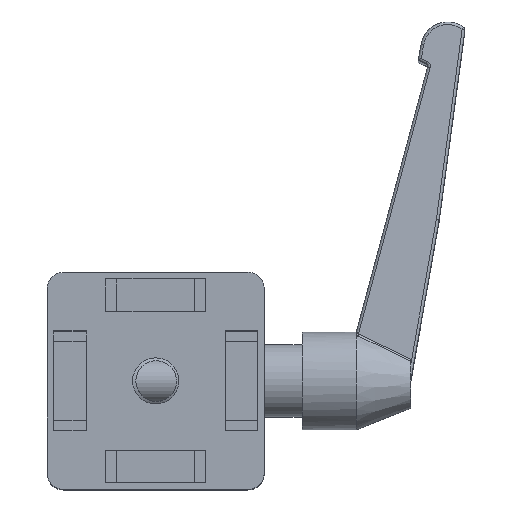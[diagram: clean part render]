
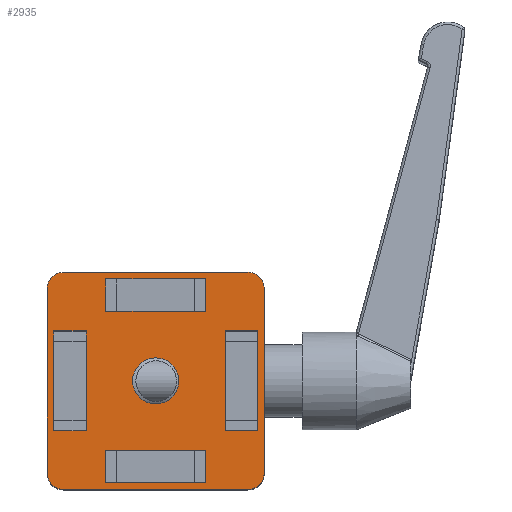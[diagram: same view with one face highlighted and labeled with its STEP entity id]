
A CAD part, top view. The second image highlights one B-rep face of the part: STEP entity #2935.
In plain terms, the highlighted face is planar.
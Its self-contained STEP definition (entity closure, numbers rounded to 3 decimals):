
#190=FACE_BOUND('',#634,.T.);
#191=FACE_BOUND('',#635,.T.);
#192=FACE_BOUND('',#636,.T.);
#193=FACE_BOUND('',#637,.T.);
#194=FACE_BOUND('',#638,.T.);
#195=FACE_BOUND('',#639,.T.);
#286=CIRCLE('',#3184,3.);
#287=CIRCLE('',#3187,4.25);
#288=CIRCLE('',#3188,3.);
#289=CIRCLE('',#3189,3.);
#290=CIRCLE('',#3190,3.);
#634=EDGE_LOOP('',(#2350,#2351,#2352,#2353));
#635=EDGE_LOOP('',(#2354,#2355,#2356,#2357));
#636=EDGE_LOOP('',(#2358,#2359,#2360,#2361));
#637=EDGE_LOOP('',(#2362,#2363,#2364,#2365));
#638=EDGE_LOOP('',(#2366));
#639=EDGE_LOOP('',(#2367,#2368,#2369,#2370,#2371,#2372,#2373,#2374));
#863=LINE('',#4668,#1115);
#866=LINE('',#4673,#1118);
#868=LINE('',#4677,#1120);
#870=LINE('',#4680,#1122);
#887=LINE('',#4717,#1139);
#890=LINE('',#4722,#1142);
#892=LINE('',#4726,#1144);
#894=LINE('',#4729,#1146);
#911=LINE('',#4766,#1163);
#914=LINE('',#4771,#1166);
#916=LINE('',#4775,#1168);
#918=LINE('',#4778,#1170);
#934=LINE('',#4812,#1186);
#936=LINE('',#4816,#1188);
#940=LINE('',#4824,#1192);
#943=LINE('',#4828,#1195);
#946=LINE('',#4838,#1198);
#948=LINE('',#4844,#1200);
#949=LINE('',#4848,#1201);
#950=LINE('',#4852,#1202);
#1115=VECTOR('',#3676,6.);
#1118=VECTOR('',#3681,18.4);
#1120=VECTOR('',#3685,6.);
#1122=VECTOR('',#3689,18.4);
#1139=VECTOR('',#3718,6.);
#1142=VECTOR('',#3723,18.4);
#1144=VECTOR('',#3727,6.);
#1146=VECTOR('',#3731,18.4);
#1163=VECTOR('',#3760,6.);
#1166=VECTOR('',#3765,18.4);
#1168=VECTOR('',#3769,6.);
#1170=VECTOR('',#3773,18.4);
#1186=VECTOR('',#3801,6.);
#1188=VECTOR('',#3805,18.4);
#1192=VECTOR('',#3811,6.);
#1195=VECTOR('',#3816,18.4);
#1198=VECTOR('',#3827,34.);
#1200=VECTOR('',#3833,34.);
#1201=VECTOR('',#3836,34.);
#1202=VECTOR('',#3839,34.);
#1374=VERTEX_POINT('',#4665);
#1375=VERTEX_POINT('',#4667);
#1376=VERTEX_POINT('',#4672);
#1377=VERTEX_POINT('',#4676);
#1390=VERTEX_POINT('',#4714);
#1391=VERTEX_POINT('',#4716);
#1392=VERTEX_POINT('',#4721);
#1393=VERTEX_POINT('',#4725);
#1406=VERTEX_POINT('',#4763);
#1407=VERTEX_POINT('',#4765);
#1408=VERTEX_POINT('',#4770);
#1409=VERTEX_POINT('',#4774);
#1420=VERTEX_POINT('',#4809);
#1421=VERTEX_POINT('',#4811);
#1422=VERTEX_POINT('',#4815);
#1425=VERTEX_POINT('',#4823);
#1426=VERTEX_POINT('',#4831);
#1427=VERTEX_POINT('',#4833);
#1428=VERTEX_POINT('',#4837);
#1429=VERTEX_POINT('',#4841);
#1430=VERTEX_POINT('',#4843);
#1431=VERTEX_POINT('',#4845);
#1432=VERTEX_POINT('',#4847);
#1433=VERTEX_POINT('',#4849);
#1434=VERTEX_POINT('',#4851);
#1685=EDGE_CURVE('',#1375,#1374,#863,.T.);
#1688=EDGE_CURVE('',#1376,#1375,#866,.T.);
#1690=EDGE_CURVE('',#1377,#1376,#868,.T.);
#1692=EDGE_CURVE('',#1374,#1377,#870,.T.);
#1709=EDGE_CURVE('',#1391,#1390,#887,.T.);
#1712=EDGE_CURVE('',#1392,#1391,#890,.T.);
#1714=EDGE_CURVE('',#1393,#1392,#892,.T.);
#1716=EDGE_CURVE('',#1390,#1393,#894,.T.);
#1733=EDGE_CURVE('',#1407,#1406,#911,.T.);
#1736=EDGE_CURVE('',#1408,#1407,#914,.T.);
#1738=EDGE_CURVE('',#1409,#1408,#916,.T.);
#1740=EDGE_CURVE('',#1406,#1409,#918,.T.);
#1756=EDGE_CURVE('',#1421,#1420,#934,.T.);
#1758=EDGE_CURVE('',#1422,#1421,#936,.T.);
#1762=EDGE_CURVE('',#1425,#1422,#940,.T.);
#1765=EDGE_CURVE('',#1420,#1425,#943,.T.);
#1767=EDGE_CURVE('',#1426,#1427,#286,.T.);
#1769=EDGE_CURVE('',#1427,#1428,#946,.T.);
#1771=EDGE_CURVE('',#1429,#1429,#287,.T.);
#1772=EDGE_CURVE('',#1430,#1426,#948,.T.);
#1773=EDGE_CURVE('',#1431,#1430,#288,.T.);
#1774=EDGE_CURVE('',#1432,#1431,#949,.T.);
#1775=EDGE_CURVE('',#1433,#1432,#289,.T.);
#1776=EDGE_CURVE('',#1434,#1433,#950,.T.);
#1777=EDGE_CURVE('',#1428,#1434,#290,.T.);
#2350=ORIENTED_EDGE('',*,*,#1685,.T.);
#2351=ORIENTED_EDGE('',*,*,#1692,.T.);
#2352=ORIENTED_EDGE('',*,*,#1690,.T.);
#2353=ORIENTED_EDGE('',*,*,#1688,.T.);
#2354=ORIENTED_EDGE('',*,*,#1709,.T.);
#2355=ORIENTED_EDGE('',*,*,#1716,.T.);
#2356=ORIENTED_EDGE('',*,*,#1714,.T.);
#2357=ORIENTED_EDGE('',*,*,#1712,.T.);
#2358=ORIENTED_EDGE('',*,*,#1733,.T.);
#2359=ORIENTED_EDGE('',*,*,#1740,.T.);
#2360=ORIENTED_EDGE('',*,*,#1738,.T.);
#2361=ORIENTED_EDGE('',*,*,#1736,.T.);
#2362=ORIENTED_EDGE('',*,*,#1756,.T.);
#2363=ORIENTED_EDGE('',*,*,#1765,.T.);
#2364=ORIENTED_EDGE('',*,*,#1762,.T.);
#2365=ORIENTED_EDGE('',*,*,#1758,.T.);
#2366=ORIENTED_EDGE('',*,*,#1771,.T.);
#2367=ORIENTED_EDGE('',*,*,#1767,.F.);
#2368=ORIENTED_EDGE('',*,*,#1772,.F.);
#2369=ORIENTED_EDGE('',*,*,#1773,.F.);
#2370=ORIENTED_EDGE('',*,*,#1774,.F.);
#2371=ORIENTED_EDGE('',*,*,#1775,.F.);
#2372=ORIENTED_EDGE('',*,*,#1776,.F.);
#2373=ORIENTED_EDGE('',*,*,#1777,.F.);
#2374=ORIENTED_EDGE('',*,*,#1769,.F.);
#2800=PLANE('',#3186);
#2935=ADVANCED_FACE('',(#190,#191,#192,#193,#194,#195),#2800,.F.);
#3184=AXIS2_PLACEMENT_3D('',#4834,#3822,#3823);
#3186=AXIS2_PLACEMENT_3D('',#4840,#3829,#3830);
#3187=AXIS2_PLACEMENT_3D('',#4842,#3831,#3832);
#3188=AXIS2_PLACEMENT_3D('',#4846,#3834,#3835);
#3189=AXIS2_PLACEMENT_3D('',#4850,#3837,#3838);
#3190=AXIS2_PLACEMENT_3D('',#4853,#3840,#3841);
#3676=DIRECTION('',(-1.,0.,0.));
#3681=DIRECTION('',(0.,1.,0.));
#3685=DIRECTION('',(1.,0.,0.));
#3689=DIRECTION('',(0.,-1.,0.));
#3718=DIRECTION('',(0.,1.,0.));
#3723=DIRECTION('',(1.,0.,0.));
#3727=DIRECTION('',(0.,-1.,0.));
#3731=DIRECTION('',(-1.,0.,0.));
#3760=DIRECTION('',(1.,0.,0.));
#3765=DIRECTION('',(0.,-1.,0.));
#3769=DIRECTION('',(-1.,0.,0.));
#3773=DIRECTION('',(0.,1.,0.));
#3801=DIRECTION('',(0.,-1.,0.));
#3805=DIRECTION('',(-1.,0.,0.));
#3811=DIRECTION('',(0.,1.,0.));
#3816=DIRECTION('',(1.,0.,0.));
#3822=DIRECTION('center_axis',(0.,0.,1.));
#3823=DIRECTION('ref_axis',(0.707,0.707,0.));
#3827=DIRECTION('',(-1.,0.,0.));
#3829=DIRECTION('center_axis',(0.,0.,1.));
#3830=DIRECTION('ref_axis',(1.,0.,0.));
#3831=DIRECTION('center_axis',(0.,0.,1.));
#3832=DIRECTION('ref_axis',(-1.,0.,0.));
#3833=DIRECTION('',(0.,1.,0.));
#3834=DIRECTION('center_axis',(0.,0.,1.));
#3835=DIRECTION('ref_axis',(0.707,-0.707,0.));
#3836=DIRECTION('',(1.,0.,0.));
#3837=DIRECTION('center_axis',(0.,0.,1.));
#3838=DIRECTION('ref_axis',(-0.707,-0.707,0.));
#3839=DIRECTION('',(0.,-1.,0.));
#3840=DIRECTION('center_axis',(0.,0.,1.));
#3841=DIRECTION('ref_axis',(-0.707,0.707,0.));
#4665=CARTESIAN_POINT('',(12.8,9.2,0.));
#4667=CARTESIAN_POINT('',(18.8,9.2,0.));
#4668=CARTESIAN_POINT('',(6.4,9.2,0.));
#4672=CARTESIAN_POINT('',(18.8,-9.2,0.));
#4673=CARTESIAN_POINT('',(18.8,4.6,0.));
#4676=CARTESIAN_POINT('',(12.8,-9.2,0.));
#4677=CARTESIAN_POINT('',(9.4,-9.2,0.));
#4680=CARTESIAN_POINT('',(12.8,-4.6,0.));
#4714=CARTESIAN_POINT('',(9.2,-12.8,0.));
#4716=CARTESIAN_POINT('',(9.2,-18.8,0.));
#4717=CARTESIAN_POINT('',(9.2,-6.4,0.));
#4721=CARTESIAN_POINT('',(-9.2,-18.8,0.));
#4722=CARTESIAN_POINT('',(4.6,-18.8,0.));
#4725=CARTESIAN_POINT('',(-9.2,-12.8,0.));
#4726=CARTESIAN_POINT('',(-9.2,-9.4,0.));
#4729=CARTESIAN_POINT('',(-4.6,-12.8,0.));
#4763=CARTESIAN_POINT('',(-12.8,-9.2,0.));
#4765=CARTESIAN_POINT('',(-18.8,-9.2,0.));
#4766=CARTESIAN_POINT('',(-6.4,-9.2,0.));
#4770=CARTESIAN_POINT('',(-18.8,9.2,0.));
#4771=CARTESIAN_POINT('',(-18.8,-4.6,0.));
#4774=CARTESIAN_POINT('',(-12.8,9.2,0.));
#4775=CARTESIAN_POINT('',(-9.4,9.2,0.));
#4778=CARTESIAN_POINT('',(-12.8,4.6,0.));
#4809=CARTESIAN_POINT('',(-9.2,12.8,0.));
#4811=CARTESIAN_POINT('',(-9.2,18.8,0.));
#4812=CARTESIAN_POINT('',(-9.2,6.4,0.));
#4815=CARTESIAN_POINT('',(9.2,18.8,0.));
#4816=CARTESIAN_POINT('',(-4.6,18.8,0.));
#4823=CARTESIAN_POINT('',(9.2,12.8,0.));
#4824=CARTESIAN_POINT('',(9.2,9.4,0.));
#4828=CARTESIAN_POINT('',(4.6,12.8,0.));
#4831=CARTESIAN_POINT('',(20.,17.,0.));
#4833=CARTESIAN_POINT('',(17.,20.,0.));
#4834=CARTESIAN_POINT('Origin',(17.,17.,0.));
#4837=CARTESIAN_POINT('',(-17.,20.,0.));
#4838=CARTESIAN_POINT('',(20.,20.,0.));
#4840=CARTESIAN_POINT('Origin',(0.,0.,
0.));
#4841=CARTESIAN_POINT('',(4.25,0.,0.));
#4842=CARTESIAN_POINT('Origin',(0.,0.,0.));
#4843=CARTESIAN_POINT('',(20.,-17.,0.));
#4844=CARTESIAN_POINT('',(20.,-20.,0.));
#4845=CARTESIAN_POINT('',(17.,-20.,0.));
#4846=CARTESIAN_POINT('Origin',(17.,-17.,0.));
#4847=CARTESIAN_POINT('',(-17.,-20.,0.));
#4848=CARTESIAN_POINT('',(-20.,-20.,0.));
#4849=CARTESIAN_POINT('',(-20.,-17.,0.));
#4850=CARTESIAN_POINT('Origin',(-17.,-17.,0.));
#4851=CARTESIAN_POINT('',(-20.,17.,0.));
#4852=CARTESIAN_POINT('',(-20.,20.,0.));
#4853=CARTESIAN_POINT('Origin',(-17.,17.,0.));
